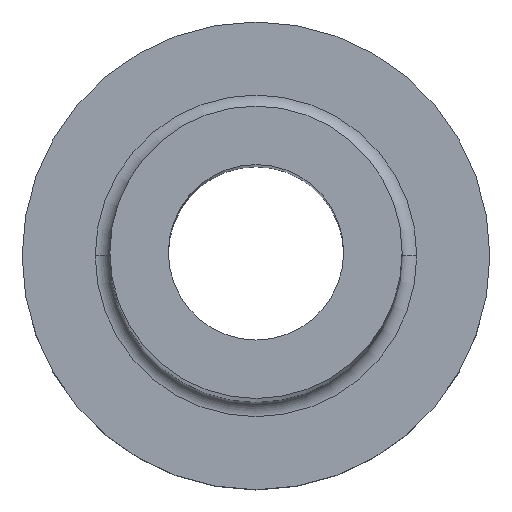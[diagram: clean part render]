
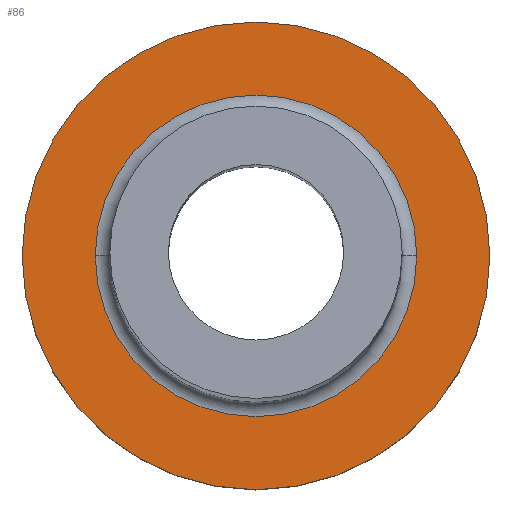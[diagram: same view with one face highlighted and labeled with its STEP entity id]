
A CAD part, top view. The second image highlights one B-rep face of the part: STEP entity #86.
In plain terms, the highlighted planar face has unit normal (0, 0, 1).
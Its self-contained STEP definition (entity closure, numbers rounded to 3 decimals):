
#11 = ORIENTED_EDGE ( 'NONE', *, *, #399, .T. ) ;
#22 = CIRCLE ( 'NONE', #389, 5.5 ) ;
#37 = FACE_BOUND ( 'NONE', #270, .T. ) ;
#42 = EDGE_CURVE ( 'NONE', #278, #119, #130, .T. ) ;
#51 = CARTESIAN_POINT ( 'NONE',  ( -8., 0., 5. ) ) ;
#52 = EDGE_CURVE ( 'NONE', #99, #448, #22, .T. ) ;
#82 = DIRECTION ( 'NONE',  ( 1., 0., 0. ) ) ;
#86 = ADVANCED_FACE ( 'NONE', ( #37, #459 ), #149, .T. ) ;
#94 = DIRECTION ( 'NONE',  ( 1., 0., 0. ) ) ;
#99 = VERTEX_POINT ( 'NONE', #186 ) ;
#119 = VERTEX_POINT ( 'NONE', #51 ) ;
#130 = CIRCLE ( 'NONE', #334, 8. ) ;
#149 = PLANE ( 'NONE',  #261 ) ;
#170 = DIRECTION ( 'NONE',  ( 0., 0., 1. ) ) ;
#171 = EDGE_CURVE ( 'NONE', #448, #99, #404, .T. ) ;
#178 = DIRECTION ( 'NONE',  ( 1., 0., 0. ) ) ;
#186 = CARTESIAN_POINT ( 'NONE',  ( 5.5, 0., 5. ) ) ;
#194 = DIRECTION ( 'NONE',  ( 0., 0., 1. ) ) ;
#209 = DIRECTION ( 'NONE',  ( 0., 0., -1. ) ) ;
#213 = DIRECTION ( 'NONE',  ( 1., 0., 0. ) ) ;
#229 = CARTESIAN_POINT ( 'NONE',  ( 0., 0., 5. ) ) ;
#252 = DIRECTION ( 'NONE',  ( 0., 0., -1. ) ) ;
#261 = AXIS2_PLACEMENT_3D ( 'NONE', #423, #360, #178 ) ;
#270 = EDGE_LOOP ( 'NONE', ( #274, #394 ) ) ;
#274 = ORIENTED_EDGE ( 'NONE', *, *, #52, .T. ) ;
#278 = VERTEX_POINT ( 'NONE', #381 ) ;
#279 = CARTESIAN_POINT ( 'NONE',  ( -5.5, 0., 5. ) ) ;
#283 = CARTESIAN_POINT ( 'NONE',  ( 0., 0., 5. ) ) ;
#299 = CARTESIAN_POINT ( 'NONE',  ( 0., 0., 5. ) ) ;
#308 = AXIS2_PLACEMENT_3D ( 'NONE', #299, #252, #82 ) ;
#311 = EDGE_LOOP ( 'NONE', ( #11, #356 ) ) ;
#322 = DIRECTION ( 'NONE',  ( 1., 0., 0. ) ) ;
#326 = AXIS2_PLACEMENT_3D ( 'NONE', #229, #194, #94 ) ;
#334 = AXIS2_PLACEMENT_3D ( 'NONE', #387, #170, #322 ) ;
#356 = ORIENTED_EDGE ( 'NONE', *, *, #42, .T. ) ;
#360 = DIRECTION ( 'NONE',  ( 0., 0., 1. ) ) ;
#381 = CARTESIAN_POINT ( 'NONE',  ( 8., 0., 5. ) ) ;
#387 = CARTESIAN_POINT ( 'NONE',  ( 0., 0., 5. ) ) ;
#389 = AXIS2_PLACEMENT_3D ( 'NONE', #283, #209, #213 ) ;
#394 = ORIENTED_EDGE ( 'NONE', *, *, #171, .T. ) ;
#399 = EDGE_CURVE ( 'NONE', #119, #278, #447, .T. ) ;
#404 = CIRCLE ( 'NONE', #308, 5.5 ) ;
#423 = CARTESIAN_POINT ( 'NONE',  ( 0., 0., 5. ) ) ;
#447 = CIRCLE ( 'NONE', #326, 8. ) ;
#448 = VERTEX_POINT ( 'NONE', #279 ) ;
#459 = FACE_OUTER_BOUND ( 'NONE', #311, .T. ) ;
